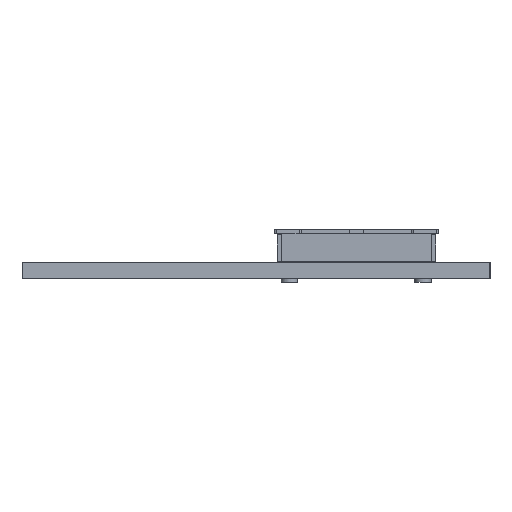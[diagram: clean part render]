
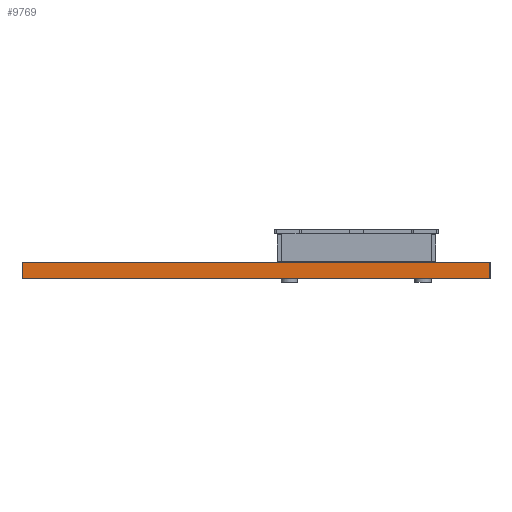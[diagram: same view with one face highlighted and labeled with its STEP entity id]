
A CAD part, front view. The second image highlights one B-rep face of the part: STEP entity #9769.
In plain terms, the highlighted planar face has unit normal (0, -1, 0).
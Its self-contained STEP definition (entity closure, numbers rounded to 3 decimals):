
#77 = ORIENTED_EDGE ( 'NONE', *, *, #783, .F. ) ;
#225 = ORIENTED_EDGE ( 'NONE', *, *, #8292, .F. ) ;
#405 = CARTESIAN_POINT ( 'NONE',  ( 0., -50., 12. ) ) ;
#412 = VECTOR ( 'NONE', #2870, 1000. ) ;
#783 = EDGE_CURVE ( 'NONE', #4194, #3247, #12096, .T. ) ;
#1558 = LINE ( 'NONE', #10812, #8048 ) ;
#2190 = DIRECTION ( 'NONE',  ( 1., 0., 0. ) ) ;
#2748 = CARTESIAN_POINT ( 'NONE',  ( 250., -50., 12. ) ) ;
#2870 = DIRECTION ( 'NONE',  ( 0., 0., -1. ) ) ;
#3109 = CARTESIAN_POINT ( 'NONE',  ( 0., -50., 0. ) ) ;
#3247 = VERTEX_POINT ( 'NONE', #8462 ) ;
#3730 = CARTESIAN_POINT ( 'NONE',  ( -100., -50., 12. ) ) ;
#4026 = DIRECTION ( 'NONE',  ( 0., 1., 0. ) ) ;
#4194 = VERTEX_POINT ( 'NONE', #3730 ) ;
#4248 = CARTESIAN_POINT ( 'NONE',  ( -100., -50., 0. ) ) ;
#4467 = EDGE_CURVE ( 'NONE', #10432, #9966, #8624, .T. ) ;
#5981 = PLANE ( 'NONE',  #8262 ) ;
#6775 = FACE_OUTER_BOUND ( 'NONE', #9816, .T. ) ;
#6815 = VECTOR ( 'NONE', #2190, 1000. ) ;
#7427 = DIRECTION ( 'NONE',  ( 1., 0., 0. ) ) ;
#7725 = VECTOR ( 'NONE', #7427, 1000. ) ;
#7753 = DIRECTION ( 'NONE',  ( 0., 0., 1. ) ) ;
#7756 = ORIENTED_EDGE ( 'NONE', *, *, #8603, .T. ) ;
#7938 = DIRECTION ( 'NONE',  ( 0., 0., -1. ) ) ;
#8048 = VECTOR ( 'NONE', #7938, 1000. ) ;
#8224 = CARTESIAN_POINT ( 'NONE',  ( 0., -50., 12. ) ) ;
#8262 = AXIS2_PLACEMENT_3D ( 'NONE', #405, #4026, #7753 ) ;
#8292 = EDGE_CURVE ( 'NONE', #3247, #9966, #10141, .T. ) ;
#8462 = CARTESIAN_POINT ( 'NONE',  ( 250., -50., 12. ) ) ;
#8603 = EDGE_CURVE ( 'NONE', #4194, #10432, #1558, .T. ) ;
#8624 = LINE ( 'NONE', #3109, #6815 ) ;
#9769 = ADVANCED_FACE ( 'NONE', ( #6775 ), #5981, .F. ) ;
#9816 = EDGE_LOOP ( 'NONE', ( #11320, #225, #77, #7756 ) ) ;
#9966 = VERTEX_POINT ( 'NONE', #11689 ) ;
#10141 = LINE ( 'NONE', #2748, #412 ) ;
#10432 = VERTEX_POINT ( 'NONE', #4248 ) ;
#10812 = CARTESIAN_POINT ( 'NONE',  ( -100., -50., 12. ) ) ;
#11320 = ORIENTED_EDGE ( 'NONE', *, *, #4467, .T. ) ;
#11689 = CARTESIAN_POINT ( 'NONE',  ( 250., -50., 0. ) ) ;
#12096 = LINE ( 'NONE', #8224, #7725 ) ;
